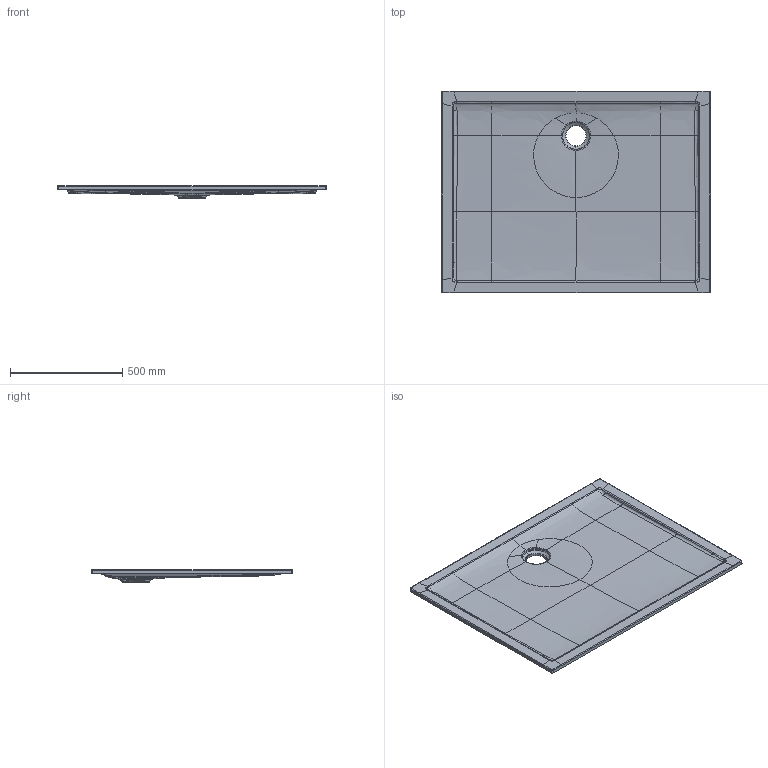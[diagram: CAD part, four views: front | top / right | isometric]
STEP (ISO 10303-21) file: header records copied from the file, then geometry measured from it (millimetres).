
FILE_DESCRIPTION((''),'2;1');
FILE_NAME('V3P1006-003','2014-09-05T',('hegemanc'),('Villeroy & Boch Wellness bv'),'PRO/ENGINEER BY PARAMETRIC TECHNOLOGY CORPORATION, 2013230','PRO/ENGINEER BY PARAMETRIC TECHNOLOGY CORPORATION, 2013230','');
FILE_SCHEMA(('CONFIG_CONTROL_DESIGN'));
Length unit declared in the file: millimetre
Products named in the file (1): V3P1006-003
Bounding box: 1199.79 x 899.79 x 55.05 mm (x, y, z)
Volume: 17704991.7 mm3; surface area: 2258158.4 mm2
Topology: 1 solids, 1 shells, 332 faces, 773 edges, 445 vertices
Faces by surface type: bspline 236, extrusion 24, plane 24, cylinder 16, cone 12, torus 10, sphere 8, revolution 2
Entity records: 21397 total; most frequent: CARTESIAN_POINT 15612, ORIENTED_EDGE 1546, EDGE_CURVE 773, DIRECTION 572, B_SPLINE_CURVE_WITH_KNOTS 543, VERTEX_POINT 445, EDGE_LOOP 336, FACE_OUTER_BOUND 332
